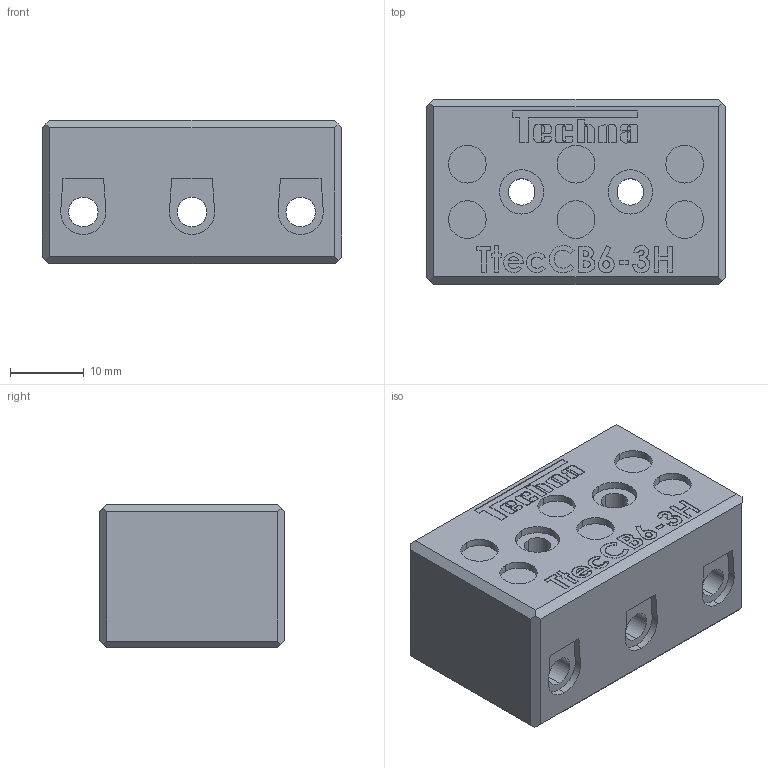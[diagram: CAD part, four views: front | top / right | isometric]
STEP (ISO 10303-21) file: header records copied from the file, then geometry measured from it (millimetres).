
FILE_DESCRIPTION (( 'STEP AP214' ), '1' );
FILE_NAME ('TtecCB6-3H.STEP', '2020-06-10T05:44:57', ( '' ), ( '' ), 'SwSTEP 2.0', 'SolidWorks 2020', '' );
FILE_SCHEMA (( 'AUTOMOTIVE_DESIGN' ));
Length unit declared in the file: millimetre
Products named in the file (1): TtecCB6-3H
Bounding box: 40.5 x 25 x 19.4 mm (x, y, z)
Volume: 17809.3 mm3; surface area: 5839.3 mm2
Topology: 1 solids, 1 shells, 343 faces, 915 edges, 610 vertices
Faces by surface type: plane 192, cylinder 96, bspline 55
Entity records: 16408 total; most frequent: CARTESIAN_POINT 5228, ORIENTED_EDGE 1830, DIRECTION 1575, EDGE_CURVE 915, LINE 613, VECTOR 613, VERTEX_POINT 610, AXIS2_PLACEMENT_3D 481
